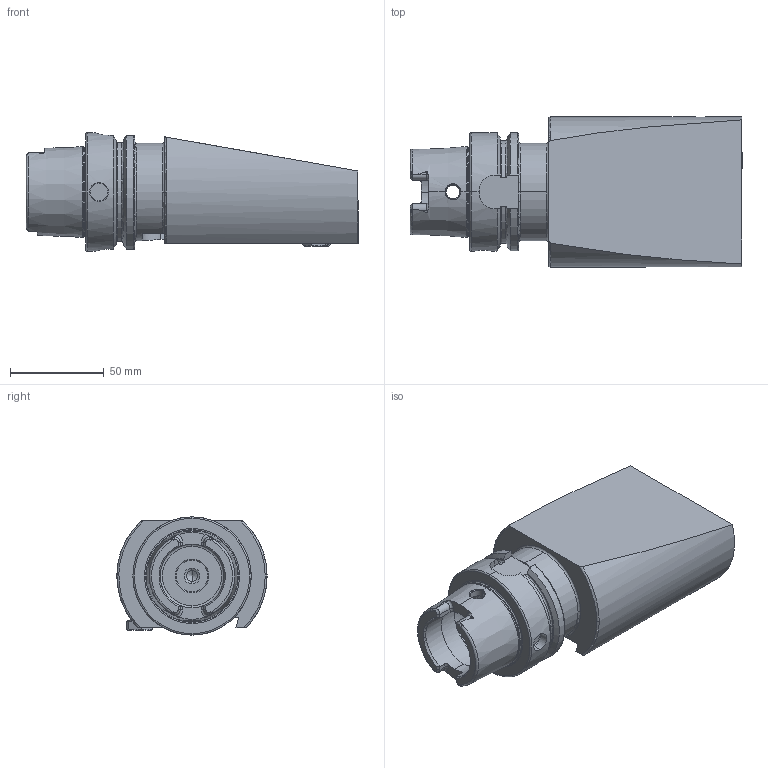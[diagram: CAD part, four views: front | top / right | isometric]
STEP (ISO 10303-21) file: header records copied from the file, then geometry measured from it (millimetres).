
FILE_DESCRIPTION (( 'STEP AP214' ), '1' );
FILE_NAME ('HA6.AM3.K11.145.STEP', '2011-10-06T12:50:37', ( 'SwiAdmin' ), ( '' ), 'SwSTEP 2.0', 'SolidWorks 2011', '' );
FILE_SCHEMA (( 'AUTOMOTIVE_DESIGN' ));
Length unit declared in the file: millimetre
Products named in the file (6): KVT_MB_600_060; ISO 4035 - M8_PreviewCfg; AM3-ER1.001.020_PreviewCfg; ISO 4762 - M6 x 16_PreviewCfg; HA6-AM3.K11.145_B_Fertigbearbeitung; HA6.AM3.K11.145
Assembly tree (7 placements, depth 2):
  HA6.AM3.K11.145
    ISO 4762 - M6 x 16_PreviewCfg  x3
    AM3-ER1.001.020_PreviewCfg
    HA6-AM3.K11.145_B_Fertigbearbeitung
    ISO 4035 - M8_PreviewCfg
    KVT_MB_600_060
Bounding box: 176.9 x 80 x 63 mm (x, y, z)
Volume: 422715 mm3; surface area: 65110.5 mm2
Topology: 8 solids, 8 shells, 444 faces, 1119 edges, 680 vertices
Faces by surface type: plane 149, cylinder 116, cone 114, torus 51, bspline 12, sphere 2
Entity records: 15232 total; most frequent: CARTESIAN_POINT 4403, ORIENTED_EDGE 1964, DIRECTION 1897, EDGE_CURVE 982, AXIS2_PLACEMENT_3D 751, VERTEX_POINT 611, EDGE_LOOP 421, VECTOR 395
